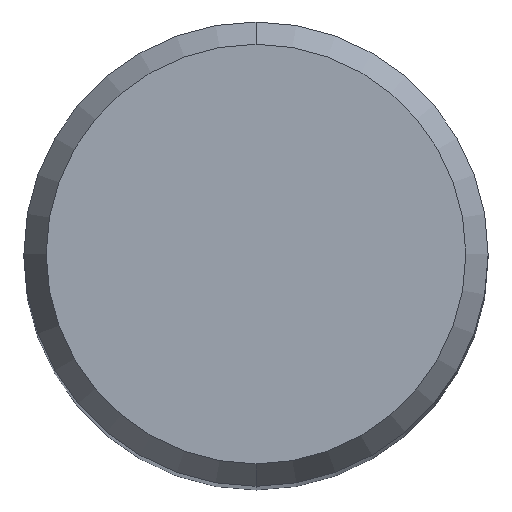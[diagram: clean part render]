
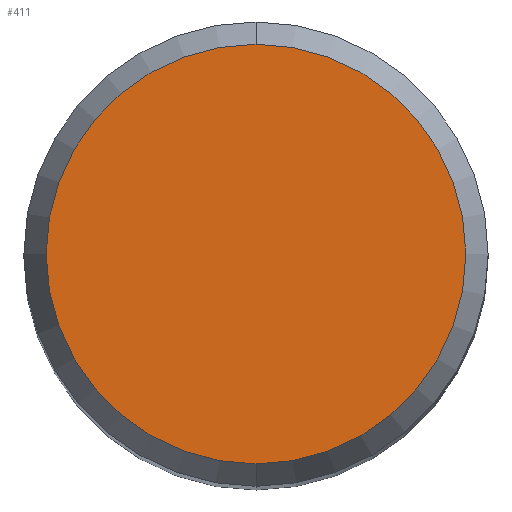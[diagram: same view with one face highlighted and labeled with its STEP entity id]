
A CAD part, top view. The second image highlights one B-rep face of the part: STEP entity #411.
In plain terms, the highlighted planar face has unit normal (0, 0, 1).
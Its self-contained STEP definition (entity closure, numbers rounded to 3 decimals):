
#293=VERTEX_POINT('',#596);
#305=EDGE_CURVE('',#293,#367,#610,.T.);
#335=EDGE_CURVE('',#367,#293,#641,.T.);
#367=VERTEX_POINT('',#678);
#411=ADVANCED_FACE('',(#725),#726,.T.);
#596=CARTESIAN_POINT('',(0.0,5.423,54.827));
#610=CIRCLE('',#1133,5.423);
#641=CIRCLE('',#1187,5.423);
#678=CARTESIAN_POINT('',(0.,-5.423,54.827));
#725=FACE_OUTER_BOUND('',#1359,.T.);
#726=PLANE('',#1360);
#1133=AXIS2_PLACEMENT_3D('',#1583,#1584,#1585);
#1187=AXIS2_PLACEMENT_3D('',#1610,#1611,#1612);
#1359=EDGE_LOOP('',(#1704,#1705));
#1360=AXIS2_PLACEMENT_3D('',#1706,#1707,#1708);
#1583=CARTESIAN_POINT('',(0.0,0.0,54.827));
#1584=DIRECTION('',(0.0,0.0,-1.0));
#1585=DIRECTION('',(0.0,1.0,0.0));
#1610=CARTESIAN_POINT('',(0.0,0.0,54.827));
#1611=DIRECTION('',(0.0,0.0,-1.0));
#1612=DIRECTION('',(0.0,1.0,0.0));
#1704=ORIENTED_EDGE('',*,*,#305,.F.);
#1705=ORIENTED_EDGE('',*,*,#335,.F.);
#1706=CARTESIAN_POINT('',(0.0,2.711,54.827));
#1707=DIRECTION('',(-0.0,0.0,1.0));
#1708=DIRECTION('',(0.0,-1.0,0.0));
